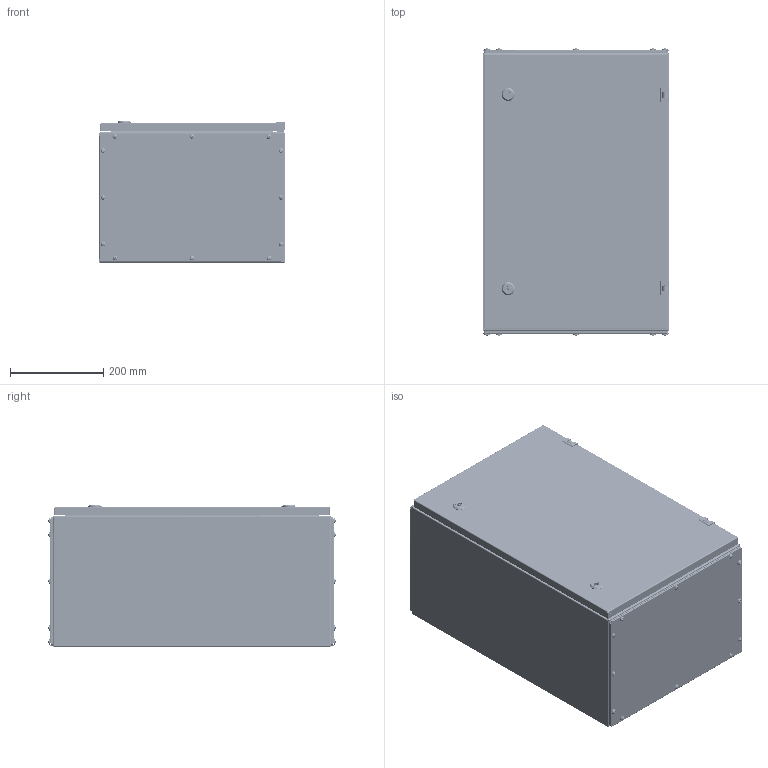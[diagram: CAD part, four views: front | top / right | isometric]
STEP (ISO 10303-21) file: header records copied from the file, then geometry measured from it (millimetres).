
FILE_DESCRIPTION (( 'STEP AP214' ), '1' );
FILE_NAME ('10.040.060.30.STEP', '2024-05-27T10:33:44', ( '' ), ( '' ), 'SwSTEP 2.0', 'SolidWorks 2021', '' );
FILE_SCHEMA (( 'AUTOMOTIVE_DESIGN' ));
Length unit declared in the file: millimetre
Products named in the file (25): 8SJ_MS705_0010.stp; ﾄ粢 ﾑﾁ W400H600; SW6X8.stp; Âèíò DIN 967 Ì5õ16 ñ ïîëóêðóãëîé ãîëîâêîé ñ êðåñòîîáðàçíûì øëèöåì; Áîëò Ì6õ10 ñ øåñòèãðàííîé ãîëîâêîé ñ ïðåññøàéáîé; Øïèëüêà ïðèâàðíàÿ Ì6õ15; 10.040.060.30; 8SJ_MS705-1_0040.stp; Ïåðåìû÷êà êàðêàñà W400; 8SJ_MS705_0760.stp; Êîðïóñ øêàôà W400H600D300; 8SJ_MS705_0510.stp; Øïèëüêà ïðèâàðíàÿ Ì6õ20; Çàêëåïêà ðåçüáîâàÿ Ì5 øåñòèãðàííàÿ ñ óìåíüøåííûì áîðòîì; Êàðêàñ øêàôà W400H600D300; 8SJ_S1B_0001.stp; 署赅 W400D300; Ãàñêåòèíã äâåðè W400H600; Äâåðíîå ïîëîòíî W400H600; 嵑謺麃 檐; Çàêëåïêà ðåçüáîâàÿ Ì8 øåñòèãðàííàÿ ñ óìåíüøåííûì áîðòîì; Ïðîêëàäêà êðûøêè W400D300; Øïèëüêà ïðèâàðíàÿ Ì6õ10; ﾇ瑟鶴 ﾀﾑ ms1000-3M.stp; Ðåéêà H600
Assembly tree (91 placements, depth 4):
  10.040.060.30
    Êàðêàñ øêàôà W400H600D300
      Êîðïóñ øêàôà W400H600D300
      Ïåðåìû÷êà êàðêàñà W400  x2
      Øïèëüêà ïðèâàðíàÿ Ì6õ15  x8
      Øïèëüêà ïðèâàðíàÿ Ì6õ20  x4
    署赅 W400D300  x2
    Ïðîêëàäêà êðûøêè W400D300  x2
    ﾄ粢 ﾑﾁ W400H600
      Äâåðíîå ïîëîòíî W400H600
      Ðåéêà H600  x2
      Ãàñêåòèíã äâåðè W400H600
      Øïèëüêà ïðèâàðíàÿ Ì6õ10  x2
      ﾇ瑟鶴 ﾀﾑ ms1000-3M.stp  x2
        8SJ_MS705_0010.stp
        8SJ_MS705_0510.stp
        8SJ_MS705_0760.stp
        8SJ_S1B_0001.stp
        8SJ_MS705-1_0040.stp
        SW6X8.stp
    嵑謺麃 檐  x2
    Áîëò Ì6õ10 ñ øåñòèãðàííîé ãîëîâêîé ñ ïðåññøàéáîé  x2
    Çàêëåïêà ðåçüáîâàÿ Ì5 øåñòèãðàííàÿ ñ óìåíüøåííûì áîðòîì  x24
    Âèíò DIN 967 Ì5õ16 ñ ïîëóêðóãëîé ãîëîâêîé ñ êðåñòîîáðàçíûì øëèöåì  x24
    Çàêëåïêà ðåçüáîâàÿ Ì8 øåñòèãðàííàÿ ñ óìåíüøåííûì áîðòîì  x4
Bounding box: 400 x 615.17 x 304.65 mm (x, y, z)
Volume: 1551301.2 mm3; surface area: 2717850.2 mm2
Topology: 91 solids, 103 shells, 5652 faces, 14274 edges, 8862 vertices
Faces by surface type: plane 2319, cylinder 2008, bspline 671, cone 276, torus 218, sphere 160
Entity records: 83324 total; most frequent: CARTESIAN_POINT 41870, ORIENTED_EDGE 8884, DIRECTION 7439, EDGE_CURVE 4448, VERTEX_POINT 2747, AXIS2_PLACEMENT_3D 2530, VECTOR 2379, LINE 2379
